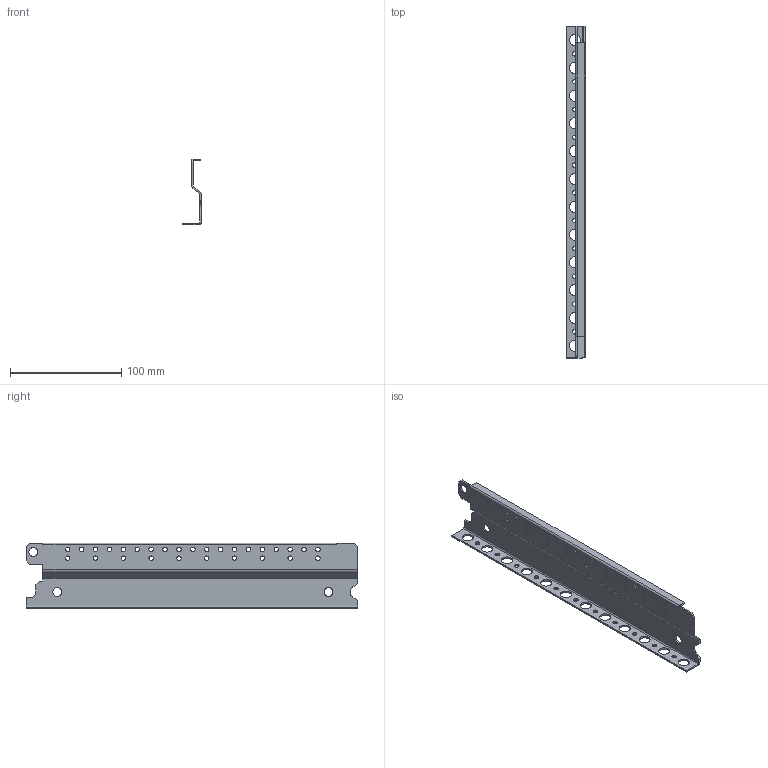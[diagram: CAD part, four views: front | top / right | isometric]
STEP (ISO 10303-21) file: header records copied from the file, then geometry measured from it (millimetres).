
FILE_DESCRIPTION((''),'2;1');
FILE_NAME('ASM0002_ASM','2023-02-17T13:19:38',('klemen.sitar'),('Audax d.o.o.'),'CREO PARAMETRIC BY PTC INC, 2021304','CREO PARAMETRIC BY PTC INC, 2021304','');
FILE_SCHEMA(('AP242_MANAGED_MODEL_BASED_3D_ENGINEERING_MIM_LF { 1 0 10303 442 1 1 4 }'));
Length unit declared in the file: millimetre
Products named in the file (2): PRT0007; ASM0002_ASM
Assembly tree (1 placements, depth 2):
  ASM0002_ASM
    PRT0007
Bounding box: 17 x 298.5 x 59 mm (x, y, z)
Volume: 33529.3 mm3; surface area: 47438.2 mm2
Topology: 1 solids, 1 shells, 153 faces, 447 edges, 296 vertices
Faces by surface type: cylinder 120, plane 33
Entity records: 7294 total; most frequent: DIRECTION 998, CARTESIAN_POINT 905, ORIENTED_EDGE 894, PRESENTATION_STYLE_ASSIGNMENT 448, STYLED_ITEM 448, CURVE_STYLE 447, EDGE_CURVE 447, AXIS2_PLACEMENT_3D 396
